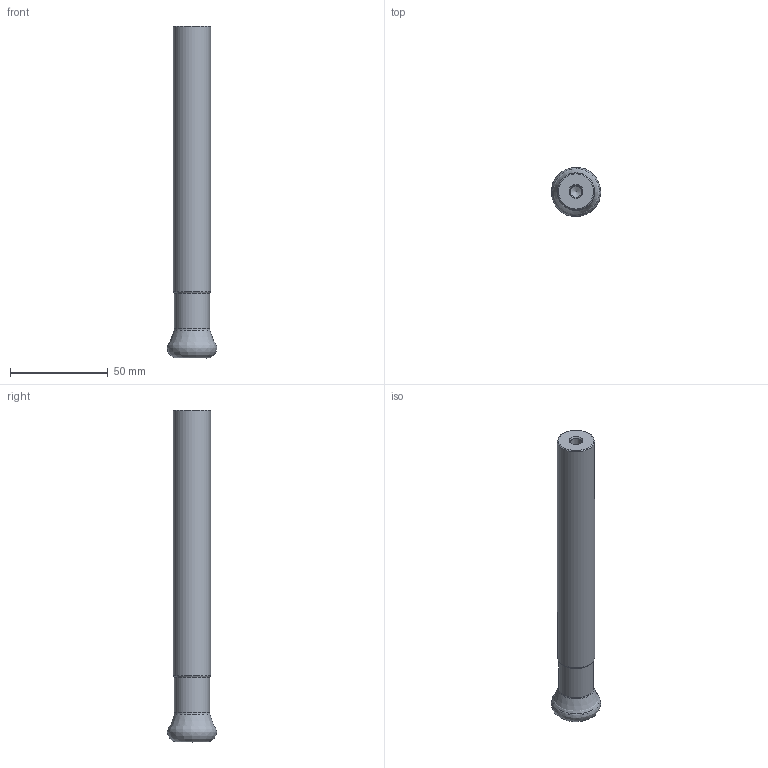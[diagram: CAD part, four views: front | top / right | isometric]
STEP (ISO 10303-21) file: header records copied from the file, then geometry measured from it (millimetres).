
FILE_DESCRIPTION(/* description */ (''),/* implementation_level */ '2;1');
FILE_NAME(/* name */ '100E3R134C075_ISRC10_C_SIM.stp',/* time_stamp */ '2017-06-13T07:42:30+02:00',/* author */ (''),/* organization */ (''),/* preprocessor_version */ 'ST-DEVELOPER v15',/* originating_system */ 'SIEMENS PLM Software NX 8.5',/* authorisation */ '');
FILE_SCHEMA (('AUTOMOTIVE_DESIGN { 1 0 10303 214 3 1 1 1 }'));
Length unit declared in the file: millimetre
Products named in the file (1): hm1518FCBACDgvsw
Bounding box: 25.35 x 25.35 x 170.18 mm (x, y, z)
Volume: 48168.8 mm3; surface area: 14987.9 mm2
Topology: 2 solids, 2 shells, 17 faces, 37 edges, 22 vertices
Faces by surface type: cone 5, torus 5, cylinder 4, plane 2, revolution 1
Full cylindrical faces by diameter (mm): 6 x1, 18 x1, 19.05 x1, 23.863 x1
Entity records: 375 total; most frequent: DIRECTION 67, CARTESIAN_POINT 51, AXIS2_PLACEMENT_3D 33, FACE_BOUND 31, EDGE_LOOP 30, ORIENTED_EDGE 30, ADVANCED_FACE 17, VERTEX_POINT 17
